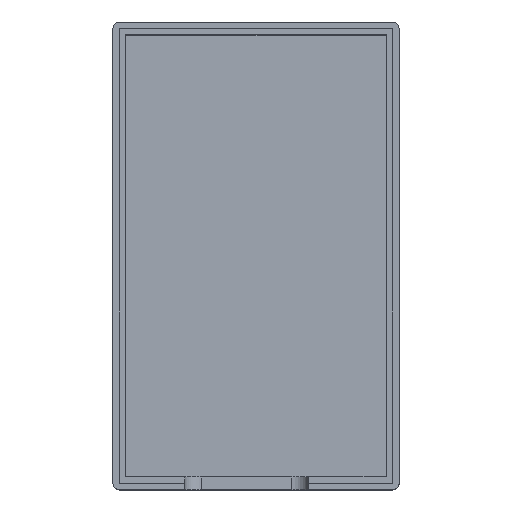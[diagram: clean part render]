
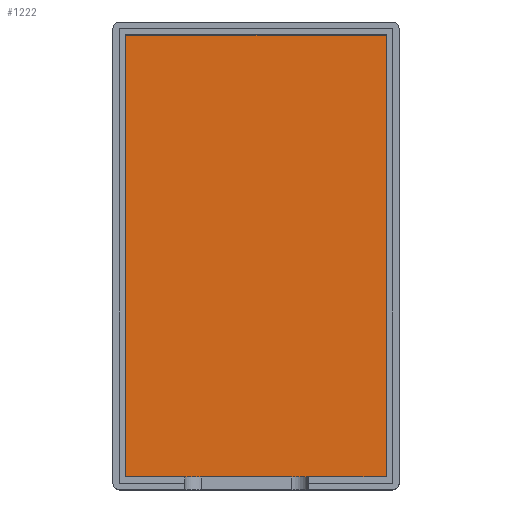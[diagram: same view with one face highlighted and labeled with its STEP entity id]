
A CAD part, top view. The second image highlights one B-rep face of the part: STEP entity #1222.
In plain terms, the highlighted planar face has unit normal (0, 0, 1).
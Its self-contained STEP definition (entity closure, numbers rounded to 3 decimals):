
#62=PLANE('',#1368);
#130=FACE_OUTER_BOUND('',#202,.T.);
#202=EDGE_LOOP('',(#1095,#1096,#1097,#1098));
#313=LINE('',#2094,#425);
#314=LINE('',#2096,#426);
#315=LINE('',#2098,#427);
#316=LINE('',#2099,#428);
#425=VECTOR('',#1735,10.);
#426=VECTOR('',#1736,10.);
#427=VECTOR('',#1737,10.);
#428=VECTOR('',#1738,10.);
#601=VERTEX_POINT('',#2092);
#602=VERTEX_POINT('',#2093);
#603=VERTEX_POINT('',#2095);
#604=VERTEX_POINT('',#2097);
#773=EDGE_CURVE('',#601,#602,#313,.T.);
#774=EDGE_CURVE('',#603,#601,#314,.T.);
#775=EDGE_CURVE('',#604,#603,#315,.T.);
#776=EDGE_CURVE('',#602,#604,#316,.T.);
#1095=ORIENTED_EDGE('',*,*,#773,.F.);
#1096=ORIENTED_EDGE('',*,*,#774,.F.);
#1097=ORIENTED_EDGE('',*,*,#775,.F.);
#1098=ORIENTED_EDGE('',*,*,#776,.F.);
#1222=ADVANCED_FACE('',(#130),#62,.F.);
#1368=AXIS2_PLACEMENT_3D('',#2091,#1733,#1734);
#1733=DIRECTION('center_axis',(0.,0.,-1.));
#1734=DIRECTION('ref_axis',(1.,0.,0.));
#1735=DIRECTION('',(0.,1.,0.));
#1736=DIRECTION('',(-1.,0.,0.));
#1737=DIRECTION('',(0.,-1.,0.));
#1738=DIRECTION('',(1.,0.,0.));
#2091=CARTESIAN_POINT('Origin',(0.,0.,
0.));
#2092=CARTESIAN_POINT('',(-10.1,-17.15,0.));
#2093=CARTESIAN_POINT('',(-10.1,17.15,0.));
#2094=CARTESIAN_POINT('',(-10.1,-17.15,0.));
#2095=CARTESIAN_POINT('',(10.1,-17.15,0.));
#2096=CARTESIAN_POINT('',(10.1,-17.15,0.));
#2097=CARTESIAN_POINT('',(10.1,17.15,0.));
#2098=CARTESIAN_POINT('',(10.1,17.15,0.));
#2099=CARTESIAN_POINT('',(-10.1,17.15,0.));
